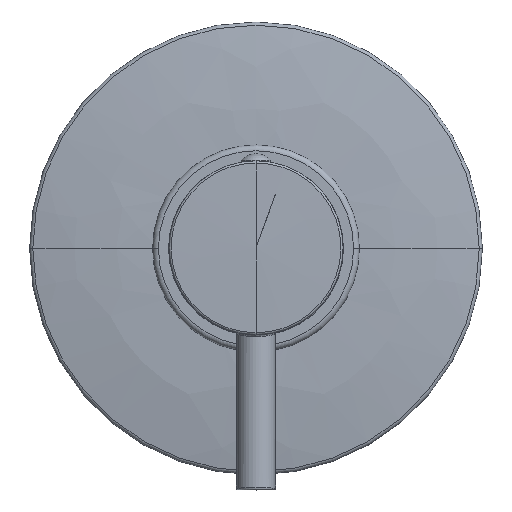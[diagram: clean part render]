
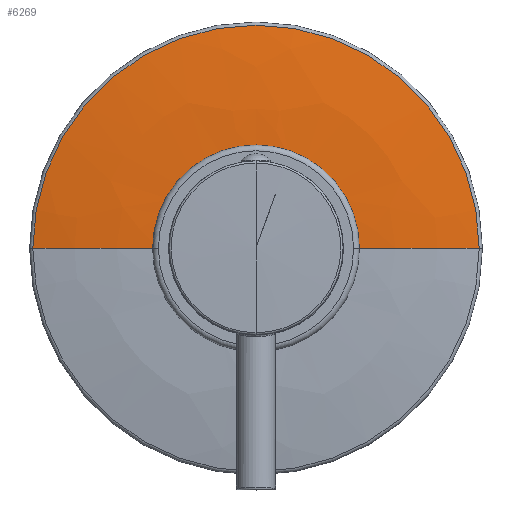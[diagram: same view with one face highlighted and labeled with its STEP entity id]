
A CAD part, top view. The second image highlights one B-rep face of the part: STEP entity #6269.
In plain terms, the highlighted free-form (B-spline) face has degree [3, 3] with [7, 4] control points.
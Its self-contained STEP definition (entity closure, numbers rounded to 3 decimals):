
#6099=CARTESIAN_POINT('',(0.,0.,46.149));
#6100=DIRECTION('',(0.,0.,1.));
#6101=DIRECTION('',(1.,0.,0.));
#6102=AXIS2_PLACEMENT_3D('',#6099,#6100,#6101);
#6104=CARTESIAN_POINT('',(0.,0.,49.));
#6105=DIRECTION('',(0.,0.,1.));
#6106=DIRECTION('',(1.,0.,0.));
#6107=AXIS2_PLACEMENT_3D('',#6104,#6105,#6106);
#6114=CARTESIAN_POINT('',(-25.,0.,-134.));
#6115=DIRECTION('',(0.,1.,0.));
#6116=DIRECTION('',(-0.176,0.,0.984));
#6117=AXIS2_PLACEMENT_3D('',#6114,#6115,#6116);
#6124=CARTESIAN_POINT('',(25.,0.,-134.));
#6125=DIRECTION('',(0.,-1.,0.));
#6126=DIRECTION('',(0.176,0.,0.984));
#6127=AXIS2_PLACEMENT_3D('',#6124,#6125,#6126);
#6156=CARTESIAN_POINT('',(-25.,0.,49.));
#6157=CARTESIAN_POINT('',(25.,0.,49.));
#6158=VERTEX_POINT('',#6156);
#6159=VERTEX_POINT('',#6157);
#6160=CARTESIAN_POINT('',(-57.176,0.,46.149));
#6161=CARTESIAN_POINT('',(57.176,0.,
46.149));
#6162=VERTEX_POINT('',#6160);
#6163=VERTEX_POINT('',#6161);
#6231=CARTESIAN_POINT('',(-24.305,-1.529,
48.999));
#6232=CARTESIAN_POINT('',(-35.511,-2.234,
49.039));
#6233=CARTESIAN_POINT('',(-46.674,-2.936,
48.048));
#6234=CARTESIAN_POINT('',(-57.698,-3.63,
46.034));
#6235=CARTESIAN_POINT('',(-25.246,13.428,48.999));
#6236=CARTESIAN_POINT('',(-36.886,19.619,49.039));
#6237=CARTESIAN_POINT('',(-48.481,25.786,48.048));
#6238=CARTESIAN_POINT('',(-59.932,31.877,46.034));
#6239=CARTESIAN_POINT('',(-14.987,24.353,48.999));
#6240=CARTESIAN_POINT('',(-21.897,35.581,49.039));
#6241=CARTESIAN_POINT('',(-28.78,46.766,48.048));
#6242=CARTESIAN_POINT('',(-35.578,57.812,46.034));
#6243=CARTESIAN_POINT('',(0.,24.353,48.999));
#6244=CARTESIAN_POINT('',(0.,35.581,49.039));
#6245=CARTESIAN_POINT('',(0.,46.766,48.048));
#6246=CARTESIAN_POINT('',(0.,57.812,46.034));
#6247=CARTESIAN_POINT('',(14.987,24.353,48.999));
#6248=CARTESIAN_POINT('',(21.897,35.581,49.039));
#6249=CARTESIAN_POINT('',(28.78,46.766,48.048));
#6250=CARTESIAN_POINT('',(35.578,57.812,46.034));
#6251=CARTESIAN_POINT('',(25.246,13.428,48.999));
#6252=CARTESIAN_POINT('',(36.886,19.619,49.039));
#6253=CARTESIAN_POINT('',(48.481,25.786,48.048));
#6254=CARTESIAN_POINT('',(59.932,31.877,46.034));
#6255=CARTESIAN_POINT('',(24.305,-1.529,48.999));
#6256=CARTESIAN_POINT('',(35.511,-2.234,49.039));
#6257=CARTESIAN_POINT('',(46.674,-2.936,48.048));
#6258=CARTESIAN_POINT('',(57.698,-3.63,46.034));
#6259=(BOUNDED_SURFACE()B_SPLINE_SURFACE(3,3,((#6231,#6232,#6233,#6234),(#6235,
#6236,#6237,#6238),(#6239,#6240,#6241,#6242),(#6243,#6244,#6245,#6246),(#6247,
#6248,#6249,#6250),(#6251,#6252,#6253,#6254),(#6255,#6256,#6257,#6258)),
.UNSPECIFIED.,.F.,.F.,.F.)B_SPLINE_SURFACE_WITH_KNOTS((4,3,4),(4,4),(0.,1.,
2.),(0.,1.),.UNSPECIFIED.)GEOMETRIC_REPRESENTATION_ITEM()RATIONAL_B_SPLINE_SURFACE(((1.19,1.186,1.186,1.19),(
0.94,0.937,0.937,0.94),(
0.94,0.937,0.937,0.94),(
1.19,1.186,1.186,1.19),(
0.94,0.937,0.937,0.94),(
0.94,0.937,0.937,0.94),(
1.19,1.186,1.186,1.19)))REPRESENTATION_ITEM('')SURFACE());
#6260=ORIENTED_EDGE('',*,*,#6214,.F.);
#6262=ORIENTED_EDGE('',*,*,#6261,.T.);
#6264=ORIENTED_EDGE('',*,*,#6263,.T.);
#6266=ORIENTED_EDGE('',*,*,#6265,.F.);
#6267=EDGE_LOOP('',(#6260,#6262,#6264,#6266));
#6268=FACE_OUTER_BOUND('',#6267,.F.);
#6269=ADVANCED_FACE('',(#6268),#6259,.T.);
#6103=CIRCLE('',#6102,57.176);
#6108=CIRCLE('',#6107,25.);
#6118=CIRCLE('',#6117,183.);
#6128=CIRCLE('',#6127,183.);
#6214=EDGE_CURVE('',#6163,#6162,#6103,.T.);
#6261=EDGE_CURVE('',#6163,#6159,#6128,.T.);
#6263=EDGE_CURVE('',#6159,#6158,#6108,.T.);
#6265=EDGE_CURVE('',#6162,#6158,#6118,.T.);
